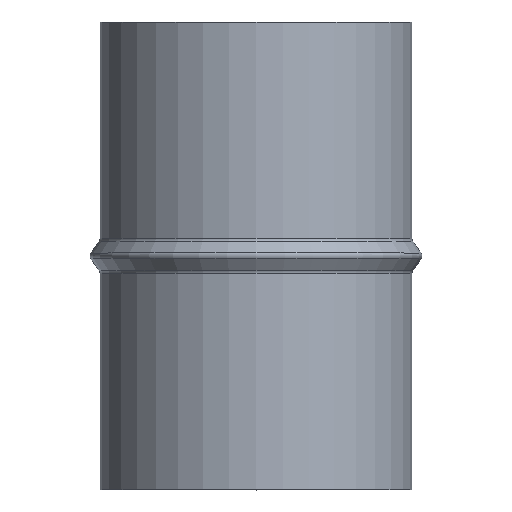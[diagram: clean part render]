
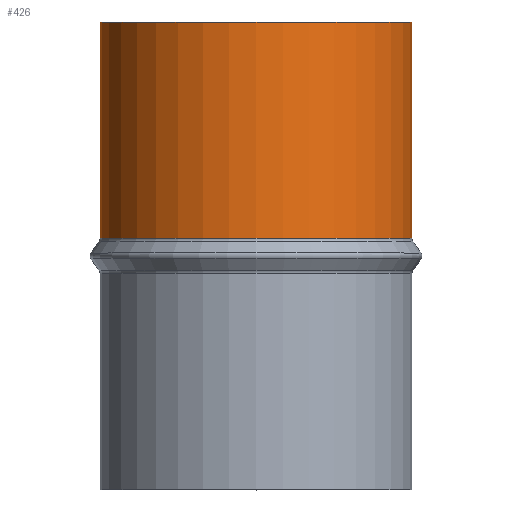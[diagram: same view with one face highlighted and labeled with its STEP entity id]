
A CAD part, top view. The second image highlights one B-rep face of the part: STEP entity #426.
In plain terms, the highlighted cylindrical face has radius 31.025 mm (diameter 62.05 mm), a full revolution.
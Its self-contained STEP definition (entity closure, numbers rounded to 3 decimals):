
#15=CYLINDRICAL_SURFACE('',#476,31.025);
#46=FACE_OUTER_BOUND('',#76,.T.);
#76=EDGE_LOOP('',(#341,#342,#343,#344));
#106=CIRCLE('',#475,31.025);
#107=CIRCLE('',#477,31.025);
#129=LINE('',#688,#161);
#143=LINE('',#742,#175);
#161=VECTOR('',#537,43.);
#175=VECTOR('',#601,43.);
#192=VERTEX_POINT('',#680);
#194=VERTEX_POINT('',#686);
#195=VERTEX_POINT('',#690);
#209=VERTEX_POINT('',#740);
#231=EDGE_CURVE('',#192,#194,#129,.T.);
#256=EDGE_CURVE('',#195,#192,#106,.T.);
#257=EDGE_CURVE('',#209,#194,#107,.T.);
#258=EDGE_CURVE('',#195,#209,#143,.T.);
#341=ORIENTED_EDGE('',*,*,#231,.T.);
#342=ORIENTED_EDGE('',*,*,#257,.F.);
#343=ORIENTED_EDGE('',*,*,#258,.F.);
#344=ORIENTED_EDGE('',*,*,#256,.T.);
#426=ADVANCED_FACE('',(#46),#15,.T.);
#475=AXIS2_PLACEMENT_3D('',#738,#595,#596);
#476=AXIS2_PLACEMENT_3D('',#739,#597,#598);
#477=AXIS2_PLACEMENT_3D('',#741,#599,#600);
#537=DIRECTION('',(0.,1.,0.));
#595=DIRECTION('center_axis',(0.,1.,0.));
#596=DIRECTION('ref_axis',(1.,0.,0.));
#597=DIRECTION('center_axis',(0.,1.,0.));
#598=DIRECTION('ref_axis',(1.,0.,0.));
#599=DIRECTION('center_axis',(0.,1.,0.));
#600=DIRECTION('ref_axis',(1.,0.,0.));
#601=DIRECTION('',(0.,1.,0.));
#680=CARTESIAN_POINT('',(31.025,50.,0.001));
#686=CARTESIAN_POINT('',(31.025,93.,0.001));
#688=CARTESIAN_POINT('',(31.025,50.,0.001));
#690=CARTESIAN_POINT('',(31.025,50.,0.));
#738=CARTESIAN_POINT('Origin',(0.,50.,0.));
#739=CARTESIAN_POINT('Origin',(0.,46.5,0.));
#740=CARTESIAN_POINT('',(31.025,93.,0.));
#741=CARTESIAN_POINT('Origin',(0.,93.,0.));
#742=CARTESIAN_POINT('',(31.025,50.,0.));
